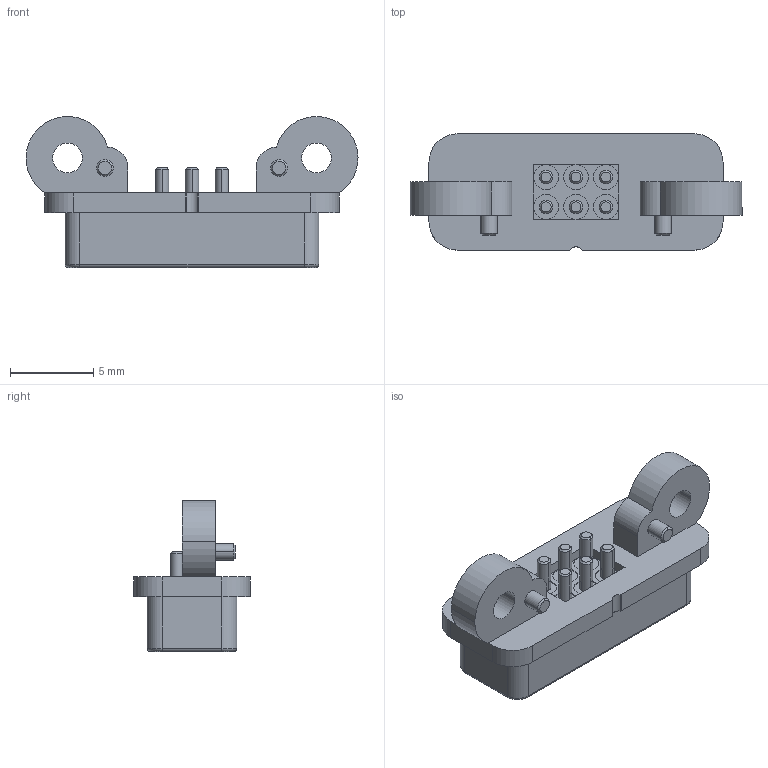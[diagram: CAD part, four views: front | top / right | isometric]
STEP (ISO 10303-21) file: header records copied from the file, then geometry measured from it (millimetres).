
FILE_DESCRIPTION (( 'STEP AP203' ), '1' );
FILE_NAME ('685-B0621250124.STEP', '2023-02-13T12:42:28', ( 'Magnum' ), ( '' ), 'SwSTEP 2.0', 'SolidWorks 2020', '' );
FILE_SCHEMA (( 'CONFIG_CONTROL_DESIGN' ));
Length unit declared in the file: millimetre
Products named in the file (1): 685-B0621250124
Bounding box: 20 x 7 x 9.1 mm (x, y, z)
Volume: 453.1 mm3; surface area: 743.2 mm2
Topology: 7 solids, 15 shells, 341 faces, 781 edges, 491 vertices
Faces by surface type: cylinder 142, plane 118, bspline 30, cone 23, torus 16, sphere 12
Entity records: 10651 total; most frequent: CARTESIAN_POINT 2684, DIRECTION 1748, ORIENTED_EDGE 1562, EDGE_CURVE 781, AXIS2_PLACEMENT_3D 683, VERTEX_POINT 491, EDGE_LOOP 382, LINE 382
